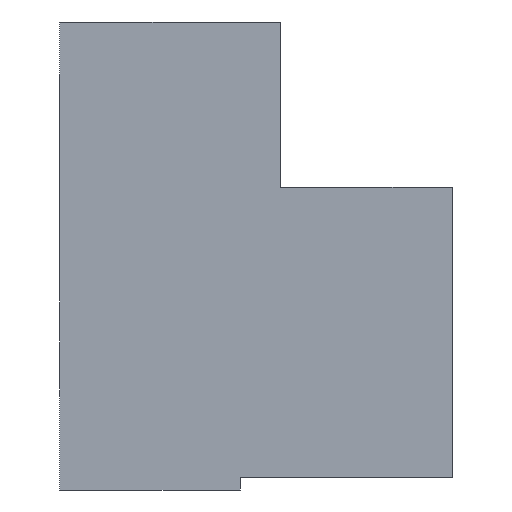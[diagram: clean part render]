
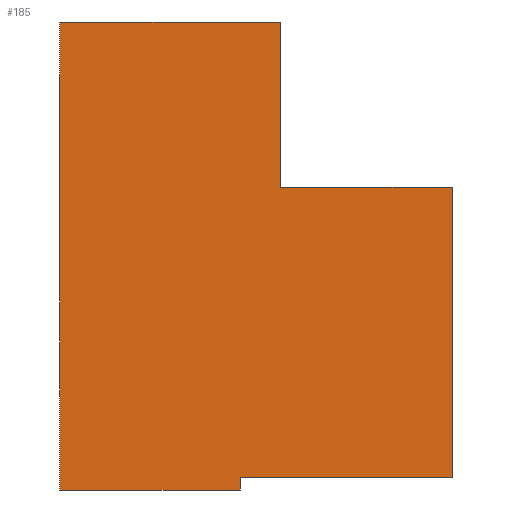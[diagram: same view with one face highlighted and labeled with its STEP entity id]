
A CAD part, front view. The second image highlights one B-rep face of the part: STEP entity #185.
In plain terms, the highlighted planar face has unit normal (0, -1, 0).
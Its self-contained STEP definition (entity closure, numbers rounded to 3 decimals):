
#185=ADVANCED_FACE('',(#241),#223,.T.);
#223=PLANE('',#1010);
#241=FACE_OUTER_BOUND('',#318,.T.);
#318=EDGE_LOOP('',(#680,#681,#682,#683,#684,#685,#686,#687));
#389=LINE('',#1583,#467);
#393=LINE('',#1596,#471);
#397=LINE('',#1604,#475);
#400=LINE('',#1610,#478);
#403=LINE('',#1618,#481);
#406=LINE('',#1626,#484);
#409=LINE('',#1632,#487);
#411=LINE('',#1637,#489);
#467=VECTOR('',#1176,1.);
#471=VECTOR('',#1186,1.);
#475=VECTOR('',#1192,1.);
#478=VECTOR('',#1197,1.);
#481=VECTOR('',#1204,1.);
#484=VECTOR('',#1211,1.);
#487=VECTOR('',#1218,1.);
#489=VECTOR('',#1224,1.);
#680=ORIENTED_EDGE('',*,*,#877,.T.);
#681=ORIENTED_EDGE('',*,*,#881,.T.);
#682=ORIENTED_EDGE('',*,*,#884,.T.);
#683=ORIENTED_EDGE('',*,*,#888,.T.);
#684=ORIENTED_EDGE('',*,*,#892,.T.);
#685=ORIENTED_EDGE('',*,*,#896,.T.);
#686=ORIENTED_EDGE('',*,*,#871,.T.);
#687=ORIENTED_EDGE('',*,*,#899,.T.);
#770=VERTEX_POINT('',#1582);
#771=VERTEX_POINT('',#1584);
#776=VERTEX_POINT('',#1595);
#777=VERTEX_POINT('',#1597);
#779=VERTEX_POINT('',#1603);
#781=VERTEX_POINT('',#1609);
#784=VERTEX_POINT('',#1617);
#787=VERTEX_POINT('',#1625);
#871=EDGE_CURVE('',#771,#770,#389,.T.);
#877=EDGE_CURVE('',#777,#776,#393,.T.);
#881=EDGE_CURVE('',#776,#779,#397,.T.);
#884=EDGE_CURVE('',#779,#781,#400,.T.);
#888=EDGE_CURVE('',#781,#784,#403,.T.);
#892=EDGE_CURVE('',#784,#787,#406,.T.);
#896=EDGE_CURVE('',#787,#771,#409,.T.);
#899=EDGE_CURVE('',#770,#777,#411,.T.);
#1010=AXIS2_PLACEMENT_3D('',#1639,#1227,#1228);
#1176=DIRECTION('',(0.,0.,1.));
#1186=DIRECTION('',(0.,0.,-1.));
#1192=DIRECTION('',(1.,0.,0.));
#1197=DIRECTION('',(0.,0.,1.));
#1204=DIRECTION('',(1.,0.,0.));
#1211=DIRECTION('',(0.,0.,1.));
#1218=DIRECTION('',(-1.,0.,0.));
#1224=DIRECTION('',(-1.,0.,0.));
#1227=DIRECTION('',(0.,-1.,0.));
#1228=DIRECTION('',(1.,0.,0.));
#1582=CARTESIAN_POINT('',(-12.56,-80.875,73.66));
#1583=CARTESIAN_POINT('',(-12.56,-80.875,46.9));
#1584=CARTESIAN_POINT('',(-12.56,-80.875,46.9));
#1595=CARTESIAN_POINT('',(-48.26,-80.875,-2.032));
#1596=CARTESIAN_POINT('',(-48.26,-80.875,73.66));
#1597=CARTESIAN_POINT('',(-48.26,-80.875,73.66));
#1603=CARTESIAN_POINT('',(-19.06,-80.875,-2.032));
#1604=CARTESIAN_POINT('',(-48.26,-80.875,-2.032));
#1609=CARTESIAN_POINT('',(-19.06,-80.875,0.));
#1610=CARTESIAN_POINT('',(-19.06,-80.875,-2.032));
#1617=CARTESIAN_POINT('',(15.24,-80.875,0.));
#1618=CARTESIAN_POINT('',(-19.06,-80.875,0.));
#1625=CARTESIAN_POINT('',(15.24,-80.875,46.9));
#1626=CARTESIAN_POINT('',(15.24,-80.875,0.));
#1632=CARTESIAN_POINT('',(15.24,-80.875,46.9));
#1637=CARTESIAN_POINT('',(-12.56,-80.875,73.66));
#1639=CARTESIAN_POINT('',(-48.26,-80.875,-2.032));
